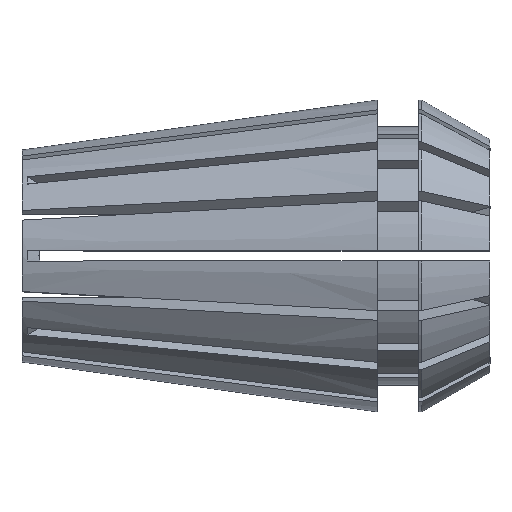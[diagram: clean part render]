
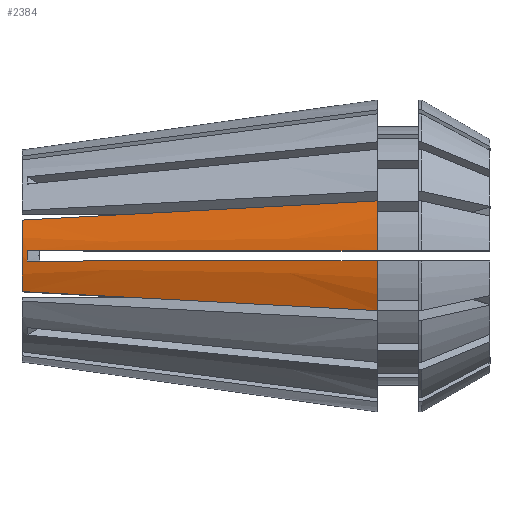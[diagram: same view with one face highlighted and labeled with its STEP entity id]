
A CAD part, top view. The second image highlights one B-rep face of the part: STEP entity #2384.
In plain terms, the highlighted conical face has half-angle 8 degrees and reference radius 10.5 mm.
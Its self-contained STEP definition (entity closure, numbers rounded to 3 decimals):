
#125 = ORIENTED_EDGE ( 'NONE', *, *, #2786, .T. ) ;
#209 = CARTESIAN_POINT ( 'NONE',  ( 7.449, 0.35, 8.181 ) ) ;
#210 = EDGE_CURVE ( 'NONE', #436, #5452, #754, .T. ) ;
#258 = CARTESIAN_POINT ( 'NONE',  ( 0.352, -0.35, 7.182 ) ) ;
#271 = EDGE_LOOP ( 'NONE', ( #5394, #4931, #4730, #4949, #2042, #2696, #4394, #125 ) ) ;
#358 = AXIS2_PLACEMENT_3D ( 'NONE', #3046, #508, #3495 ) ;
#377 = CARTESIAN_POINT ( 'NONE',  ( 0.352, -0.35, 7.182 ) ) ;
#436 = VERTEX_POINT ( 'NONE', #1376 ) ;
#464 = VERTEX_POINT ( 'NONE', #3500 ) ;
#508 = DIRECTION ( 'NONE',  ( -1., 0., 0. ) ) ;
#641 = CARTESIAN_POINT ( 'NONE',  ( 2.158, 0.35, 7.436 ) ) ;
#754 = CIRCLE ( 'NONE', #2953, 7.141 ) ;
#792 = B_SPLINE_CURVE_WITH_KNOTS ( 'NONE', 3,
 ( #258, #2805, #3703, #1123 ),
 .UNSPECIFIED., .F., .F.,
 ( 4, 4 ),
 ( 0., 0.001 ),
 .UNSPECIFIED. ) ;
#863 = CARTESIAN_POINT ( 'NONE',  ( 0.352, 0.35, 7.182 ) ) ;
#926 = DIRECTION ( 'NONE',  ( -1., 0., 0. ) ) ;
#1024 = B_SPLINE_CURVE_WITH_KNOTS ( 'NONE', 3,
 ( #2484, #1217, #1639, #4698, #2052, #5116, #2498, #5543, #2916, #377 ),
 .UNSPECIFIED., .F., .F.,
 ( 4, 3, 3, 4 ),
 ( 0.044, 0.052, 0.065, 0.068 ),
 .UNSPECIFIED. ) ;
#1029 = CARTESIAN_POINT ( 'NONE',  ( 8.277, -2.852, 7.8 ) ) ;
#1073 = CARTESIAN_POINT ( 'NONE',  ( 0.352, 0.35, 7.182 ) ) ;
#1123 = CARTESIAN_POINT ( 'NONE',  ( 0.352, 0.35, 7.182 ) ) ;
#1217 = CARTESIAN_POINT ( 'NONE',  ( 21.342, -0.35, 10.135 ) ) ;
#1376 = CARTESIAN_POINT ( 'NONE',  ( 0., -2.406, 6.724 ) ) ;
#1477 = CARTESIAN_POINT ( 'NONE',  ( 16.244, -3.281, 8.835 ) ) ;
#1508 = VERTEX_POINT ( 'NONE', #5250 ) ;
#1627 = CARTESIAN_POINT ( 'NONE',  ( 12.415, 3.075, 8.337 ) ) ;
#1639 = CARTESIAN_POINT ( 'NONE',  ( 18.783, -0.35, 9.775 ) ) ;
#1652 = EDGE_CURVE ( 'NONE', #3398, #4159, #4390, .T. ) ;
#1787 = CARTESIAN_POINT ( 'NONE',  ( 0.352, -0.35, 7.182 ) ) ;
#1870 = CARTESIAN_POINT ( 'NONE',  ( 23.9, -3.693, 9.83 ) ) ;
#2040 = CARTESIAN_POINT ( 'NONE',  ( 20.072, 3.487, 9.332 ) ) ;
#2042 = ORIENTED_EDGE ( 'NONE', *, *, #4081, .T. ) ;
#2052 = CARTESIAN_POINT ( 'NONE',  ( 11.837, -0.35, 8.798 ) ) ;
#2090 = VERTEX_POINT ( 'NONE', #1787 ) ;
#2103 = VERTEX_POINT ( 'NONE', #4437 ) ;
#2310 = EDGE_CURVE ( 'NONE', #436, #464, #2425, .T. ) ;
#2330 = CARTESIAN_POINT ( 'NONE',  ( 23.9, 0.35, 10.494 ) ) ;
#2384 = ADVANCED_FACE ( 'NONE', ( #4182 ), #2858, .T. ) ;
#2425 = B_SPLINE_CURVE_WITH_KNOTS ( 'NONE', 3,
 ( #4043, #3147, #1029, #4063, #1477, #4522, #1870 ),
 .UNSPECIFIED., .F., .F.,
 ( 4, 3, 4 ),
 ( 0., 0.013, 0.024 ),
 .UNSPECIFIED. ) ;
#2447 = CIRCLE ( 'NONE', #5461, 10.5 ) ;
#2469 = CARTESIAN_POINT ( 'NONE',  ( 0., 2.406, 6.724 ) ) ;
#2484 = CARTESIAN_POINT ( 'NONE',  ( 23.9, -0.35, 10.494 ) ) ;
#2498 = CARTESIAN_POINT ( 'NONE',  ( 3.061, -0.35, 7.564 ) ) ;
#2593 = B_SPLINE_CURVE_WITH_KNOTS ( 'NONE', 3,
 ( #2469, #2885, #4239, #1627, #4686, #2040, #5098 ),
 .UNSPECIFIED., .F., .F.,
 ( 4, 3, 4 ),
 ( 0., 0.013, 0.024 ),
 .UNSPECIFIED. ) ;
#2696 = ORIENTED_EDGE ( 'NONE', *, *, #4393, .T. ) ;
#2757 = CARTESIAN_POINT ( 'NONE',  ( 23.9, 0.35, 10.494 ) ) ;
#2765 = CARTESIAN_POINT ( 'NONE',  ( 11.837, 0.35, 8.798 ) ) ;
#2786 = EDGE_CURVE ( 'NONE', #3398, #2103, #5248, .T. ) ;
#2805 = CARTESIAN_POINT ( 'NONE',  ( 0.341, -0.117, 7.192 ) ) ;
#2858 = CONICAL_SURFACE ( 'NONE', #3423, 10.5, 0.14 ) ;
#2859 = DIRECTION ( 'NONE',  ( 0., 0., -1. ) ) ;
#2885 = CARTESIAN_POINT ( 'NONE',  ( 4.138, 2.629, 7.262 ) ) ;
#2916 = CARTESIAN_POINT ( 'NONE',  ( 1.255, -0.35, 7.309 ) ) ;
#2953 = AXIS2_PLACEMENT_3D ( 'NONE', #3155, #5294, #3056 ) ;
#3046 = CARTESIAN_POINT ( 'NONE',  ( 23.9, 0., 0. ) ) ;
#3056 = DIRECTION ( 'NONE',  ( 0., 0., 1. ) ) ;
#3147 = CARTESIAN_POINT ( 'NONE',  ( 4.138, -2.629, 7.262 ) ) ;
#3155 = CARTESIAN_POINT ( 'NONE',  ( 0., 0., 0. ) ) ;
#3178 = CARTESIAN_POINT ( 'NONE',  ( 21.342, 0.35, 10.135 ) ) ;
#3200 = CARTESIAN_POINT ( 'NONE',  ( 3.061, 0.35, 7.564 ) ) ;
#3341 = EDGE_CURVE ( 'NONE', #464, #1508, #2447, .T. ) ;
#3398 = VERTEX_POINT ( 'NONE', #2757 ) ;
#3423 = AXIS2_PLACEMENT_3D ( 'NONE', #4109, #5475, #2859 ) ;
#3486 = CARTESIAN_POINT ( 'NONE',  ( 23.9, 0., 0. ) ) ;
#3495 = DIRECTION ( 'NONE',  ( 0., 0., 1. ) ) ;
#3500 = CARTESIAN_POINT ( 'NONE',  ( 23.9, -3.693, 9.83 ) ) ;
#3653 = CARTESIAN_POINT ( 'NONE',  ( 1.255, 0.35, 7.309 ) ) ;
#3703 = CARTESIAN_POINT ( 'NONE',  ( 0.341, 0.117, 7.192 ) ) ;
#3954 = DIRECTION ( 'NONE',  ( 0., 0., 1. ) ) ;
#4014 = CARTESIAN_POINT ( 'NONE',  ( 0., 2.406, 6.724 ) ) ;
#4043 = CARTESIAN_POINT ( 'NONE',  ( 0., -2.406, 6.724 ) ) ;
#4063 = CARTESIAN_POINT ( 'NONE',  ( 12.415, -3.075, 8.337 ) ) ;
#4081 = EDGE_CURVE ( 'NONE', #1508, #2090, #1024, .T. ) ;
#4109 = CARTESIAN_POINT ( 'NONE',  ( 23.9, 0., 0. ) ) ;
#4159 = VERTEX_POINT ( 'NONE', #863 ) ;
#4182 = FACE_OUTER_BOUND ( 'NONE', #271, .T. ) ;
#4239 = CARTESIAN_POINT ( 'NONE',  ( 8.277, 2.852, 7.8 ) ) ;
#4390 = B_SPLINE_CURVE_WITH_KNOTS ( 'NONE', 3,
 ( #2330, #3178, #5363, #5382, #2765, #209, #3200, #641, #3653, #1073 ),
 .UNSPECIFIED., .F., .F.,
 ( 4, 3, 3, 4 ),
 ( 0.044, 0.052, 0.065, 0.068 ),
 .UNSPECIFIED. ) ;
#4393 = EDGE_CURVE ( 'NONE', #2090, #4159, #792, .T. ) ;
#4394 = ORIENTED_EDGE ( 'NONE', *, *, #1652, .F. ) ;
#4437 = CARTESIAN_POINT ( 'NONE',  ( 23.9, 3.693, 9.83 ) ) ;
#4522 = CARTESIAN_POINT ( 'NONE',  ( 20.072, -3.487, 9.332 ) ) ;
#4686 = CARTESIAN_POINT ( 'NONE',  ( 16.244, 3.281, 8.835 ) ) ;
#4698 = CARTESIAN_POINT ( 'NONE',  ( 16.225, -0.35, 9.415 ) ) ;
#4726 = EDGE_CURVE ( 'NONE', #5452, #2103, #2593, .T. ) ;
#4730 = ORIENTED_EDGE ( 'NONE', *, *, #2310, .T. ) ;
#4931 = ORIENTED_EDGE ( 'NONE', *, *, #210, .F. ) ;
#4949 = ORIENTED_EDGE ( 'NONE', *, *, #3341, .T. ) ;
#5098 = CARTESIAN_POINT ( 'NONE',  ( 23.9, 3.693, 9.83 ) ) ;
#5116 = CARTESIAN_POINT ( 'NONE',  ( 7.449, -0.35, 8.181 ) ) ;
#5248 = CIRCLE ( 'NONE', #358, 10.5 ) ;
#5250 = CARTESIAN_POINT ( 'NONE',  ( 23.9, -0.35, 10.494 ) ) ;
#5294 = DIRECTION ( 'NONE',  ( -1., 0., 0. ) ) ;
#5363 = CARTESIAN_POINT ( 'NONE',  ( 18.783, 0.35, 9.775 ) ) ;
#5382 = CARTESIAN_POINT ( 'NONE',  ( 16.225, 0.35, 9.415 ) ) ;
#5394 = ORIENTED_EDGE ( 'NONE', *, *, #4726, .F. ) ;
#5452 = VERTEX_POINT ( 'NONE', #4014 ) ;
#5461 = AXIS2_PLACEMENT_3D ( 'NONE', #3486, #926, #3954 ) ;
#5475 = DIRECTION ( 'NONE',  ( 1., 0., 0. ) ) ;
#5543 = CARTESIAN_POINT ( 'NONE',  ( 2.158, -0.35, 7.436 ) ) ;
